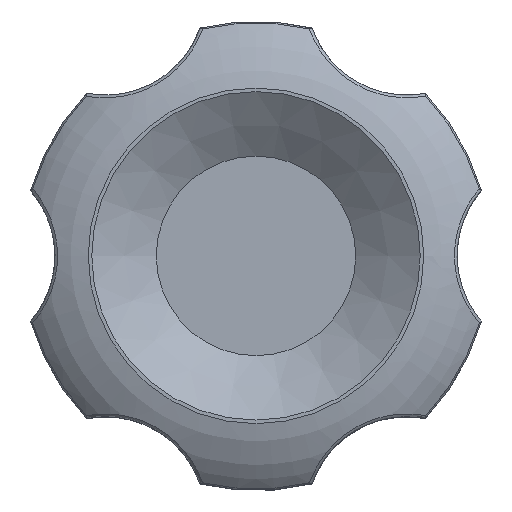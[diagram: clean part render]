
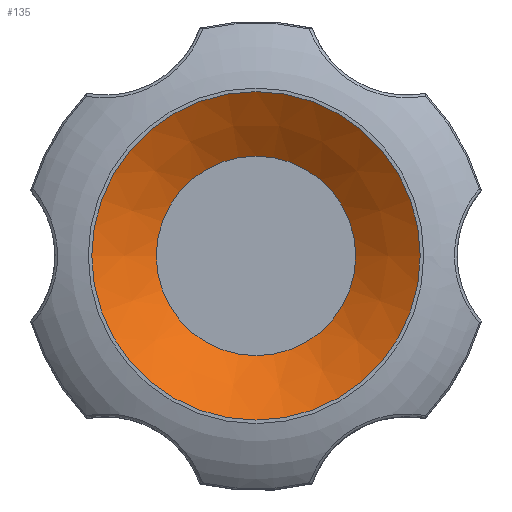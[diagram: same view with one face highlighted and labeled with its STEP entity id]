
A CAD part, top view. The second image highlights one B-rep face of the part: STEP entity #135.
In plain terms, the highlighted conical face has half-angle 55.359 degrees and reference radius 7 mm.
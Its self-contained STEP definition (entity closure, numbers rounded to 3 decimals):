
#135 = ADVANCED_FACE( '', ( #299, #300 ), #301, .F. );
#299 = FACE_BOUND( '', #1688, .T. );
#300 = FACE_OUTER_BOUND( '', #1689, .T. );
#301 = CONICAL_SURFACE( '', #1690, 7., 0.966 );
#1688 = EDGE_LOOP( '', ( #3215 ) );
#1689 = EDGE_LOOP( '', ( #3216 ) );
#1690 = AXIS2_PLACEMENT_3D( '', #3217, #3218, #3219 );
#3215 = ORIENTED_EDGE( '', *, *, #3489, .F. );
#3216 = ORIENTED_EDGE( '', *, *, #3496, .T. );
#3217 = CARTESIAN_POINT( '', ( 0., 0., 20. ) );
#3218 = DIRECTION( '', ( 0., 0., 1. ) );
#3219 = DIRECTION( '', ( 1., 0., 0. ) );
#3489 = EDGE_CURVE( '', #3708, #3708, #3709, .T. );
#3496 = EDGE_CURVE( '', #3720, #3720, #3721, .T. );
#3708 = VERTEX_POINT( '', #4557 );
#3709 = CIRCLE( '', #4558, 4.25 );
#3720 = VERTEX_POINT( '', #4609 );
#3721 = CIRCLE( '', #4610, 7. );
#4557 = CARTESIAN_POINT( '', ( 4.25, 0., 18.1 ) );
#4558 = AXIS2_PLACEMENT_3D( '', #6238, #6239, #6240 );
#4609 = CARTESIAN_POINT( '', ( 7., 0., 20. ) );
#4610 = AXIS2_PLACEMENT_3D( '', #6247, #6248, #6249 );
#6238 = CARTESIAN_POINT( '', ( 0., 0., 18.1 ) );
#6239 = DIRECTION( '', ( 0., 0., 1. ) );
#6240 = DIRECTION( '', ( 1., 0., 0. ) );
#6247 = CARTESIAN_POINT( '', ( 0., 0., 20. ) );
#6248 = DIRECTION( '', ( 0., 0., 1. ) );
#6249 = DIRECTION( '', ( 1., 0., 0. ) );
